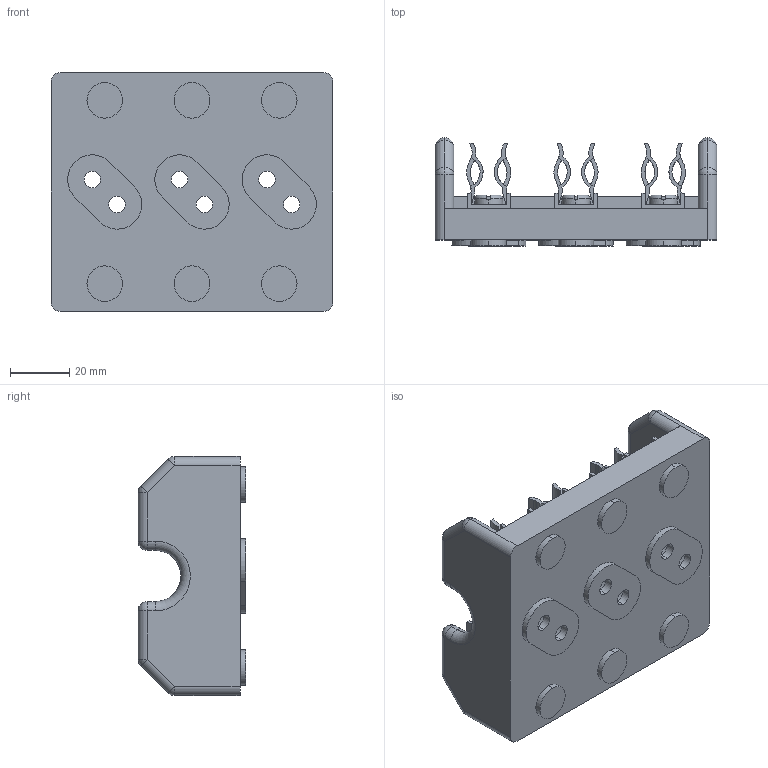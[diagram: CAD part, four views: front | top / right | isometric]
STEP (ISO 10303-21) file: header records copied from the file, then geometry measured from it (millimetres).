
FILE_DESCRIPTION (( 'STEP AP214' ), '1' );
FILE_NAME ('T60030-3SR.STEP', '2020-03-02T19:49:34', ( '' ), ( '' ), 'SwSTEP 2.0', 'SolidWorks 2019', '' );
FILE_SCHEMA (( 'AUTOMOTIVE_DESIGN' ));
Length unit declared in the file: inch
Products named in the file (1): T60030-3SR
Bounding box: 95.25 x 36.5 x 80.8 mm (x, y, z)
Volume: 109340.8 mm3; surface area: 44676.7 mm2
Topology: 13 solids, 13 shells, 558 faces, 1556 edges, 996 vertices
Faces by surface type: plane 276, cylinder 242, sphere 24, torus 16
Entity records: 18362 total; most frequent: CARTESIAN_POINT 3335, DIRECTION 3268, ORIENTED_EDGE 3080, EDGE_CURVE 1540, AXIS2_PLACEMENT_3D 1193, VERTEX_POINT 996, VECTOR 882, LINE 882
